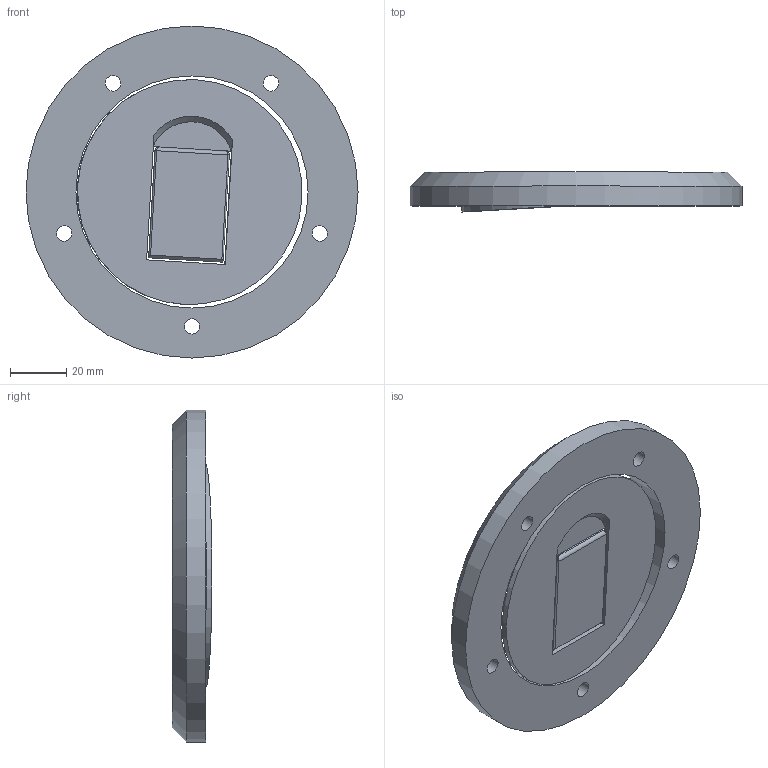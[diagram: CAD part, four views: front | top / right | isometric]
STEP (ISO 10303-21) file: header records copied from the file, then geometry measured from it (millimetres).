
FILE_DESCRIPTION(/* description */ ('','CAx-IF Rec.Pracs.---Representation and Presentation of Product Manufacturing Information (PMI)---4.0---2014-10-13'),/* implementation_level */ '2;1');
FILE_NAME(/* name */ 'asm_lid_full.step',/* time_stamp */ '2025-02-28T13:50:57+01:00',/* author */ (''),/* organization */ (''),/* preprocessor_version */ 'ST-DEVELOPER v20',/* originating_system */ 'Autodesk Translation Framework v13.20.0.188',/* authorisation */ '');
FILE_SCHEMA (('AP242_MANAGED_MODEL_BASED_3D_ENGINEERING_MIM_LF { 1 0 10303 442 1 1 4 }'));
Length unit declared in the file: millimetre
Products named in the file (3): asm_lid_full; connector_lid; lid
Assembly tree (2 placements, depth 2):
  asm_lid_full
    connector_lid
    lid
Bounding box: 118 x 14.17 x 118 mm (x, y, z)
Volume: 69223.7 mm3; surface area: 29638 mm2
Topology: 3 solids, 3 shells, 44 faces, 103 edges, 68 vertices
Faces by surface type: plane 21, cylinder 19, cone 2, bspline 2
Full cylindrical faces by diameter (mm): 5.5 x5, 10 x5, 80 x1, 82.5 x1, 118 x1
Entity records: 1499 total; most frequent: CARTESIAN_POINT 331, DIRECTION 228, ORIENTED_EDGE 202, EDGE_CURVE 101, AXIS2_PLACEMENT_3D 90, VERTEX_POINT 68, EDGE_LOOP 63, LINE 48
